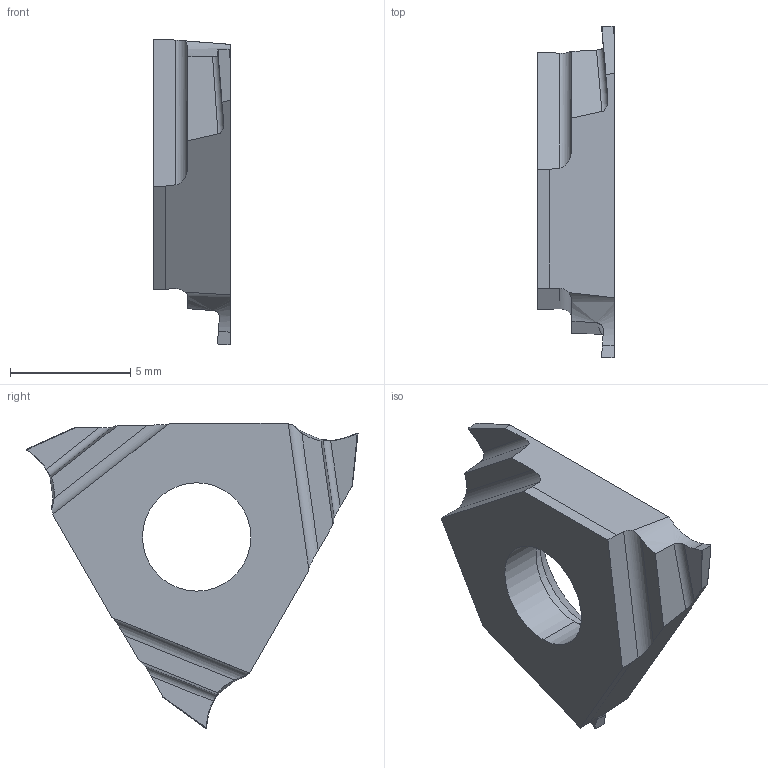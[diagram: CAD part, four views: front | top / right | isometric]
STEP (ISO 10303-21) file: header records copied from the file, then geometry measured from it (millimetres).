
FILE_DESCRIPTION(/* description */ (''),/* implementation_level */ '2;1');
FILE_NAME(/* name */ 'GTAT05312V5R-E.stp',/* time_stamp */ '2021-12-22T08:51:15+09:00',/* author */ (''),/* organization */ (''),/* preprocessor_version */ 'ST-DEVELOPER v16',/* originating_system */ 'SIEMENS PLM Software NX 10.0',/* authorisation */ '');
FILE_SCHEMA (('AUTOMOTIVE_DESIGN { 1 0 10303 214 3 1 1 1 }'));
Length unit declared in the file: millimetre
Products named in the file (1): GTAT05312V5R-E
Bounding box: 3.18 x 13.79 x 12.68 mm (x, y, z)
Volume: 211.3 mm3; surface area: 318.7 mm2
Topology: 1 solids, 1 shells, 54 faces, 185 edges, 164 vertices
Faces by surface type: plane 27, cylinder 14, bspline 6, cone 4, extrusion 3
Entity records: 2434 total; most frequent: CARTESIAN_POINT 816, ORIENTED_EDGE 314, DIRECTION 263, EDGE_CURVE 157, VECTOR 109, VERTEX_POINT 106, LINE 106, AXIS2_PLACEMENT_3D 77
